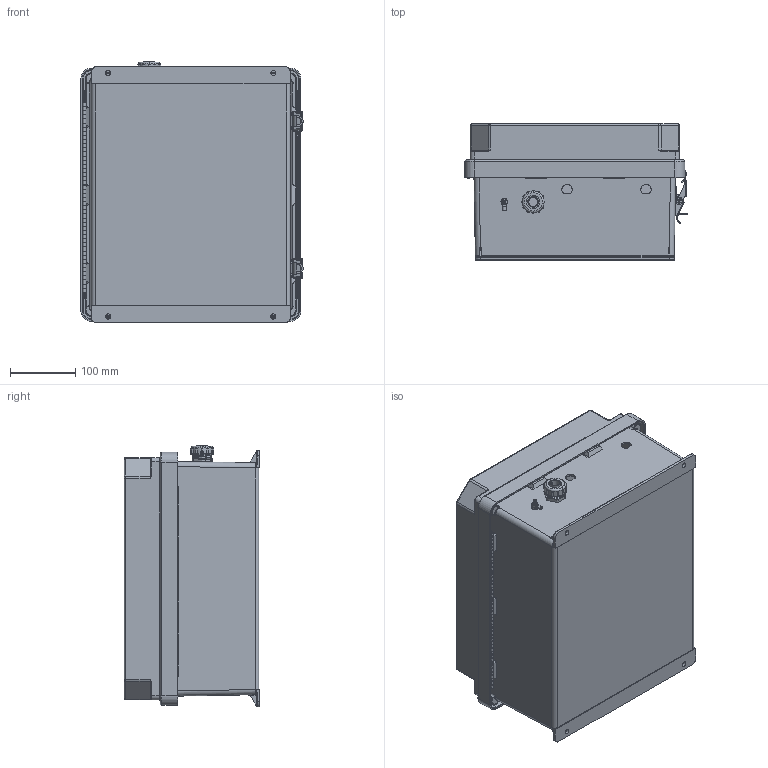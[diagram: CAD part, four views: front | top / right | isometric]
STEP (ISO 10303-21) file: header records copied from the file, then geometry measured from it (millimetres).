
FILE_DESCRIPTION (( 'STEP AP214' ), '1' );
FILE_NAME ('NB141207-02_3D.step', '2025-10-28T17:09:29', ( '' ), ( '' ), 'SwSTEP 2.0', 'SolidWorks 2025', '' );
FILE_SCHEMA (( 'AUTOMOTIVE_DESIGN' ));
Length unit declared in the file: inch
Products named in the file (11): NB141207-Lid; NB141207-DoorClasp-1; XCT-0005; XFW-0002; NB141207-Hinge; XFN-0003; XC-0003; XFS-0026; NB141207-02_3D; NB141207-DoorClasp-2; NB141207-Box
Assembly tree (14 placements, depth 2):
  NB141207-02_3D
    NB141207-Box
    NB141207-Hinge  x2
    NB141207-Lid
    NB141207-DoorClasp-1  x2
    NB141207-DoorClasp-2  x2
    XC-0003
    XFS-0026
    XCT-0005
    XFN-0003  x2
    XFW-0002
Bounding box: 341.91 x 209 x 402.49 mm (x, y, z)
Volume: 1975865.5 mm3; surface area: 1169637.3 mm2
Topology: 20 solids, 21 shells, 2268 faces, 5793 edges, 3544 vertices
Faces by surface type: cylinder 853, plane 686, cone 307, torus 266, bspline 148, sphere 8
Entity records: 59591 total; most frequent: CARTESIAN_POINT 16192, DIRECTION 9176, ORIENTED_EDGE 9118, EDGE_CURVE 4559, AXIS2_PLACEMENT_3D 3541, VERTEX_POINT 2789, LINE 2094, VECTOR 2094
